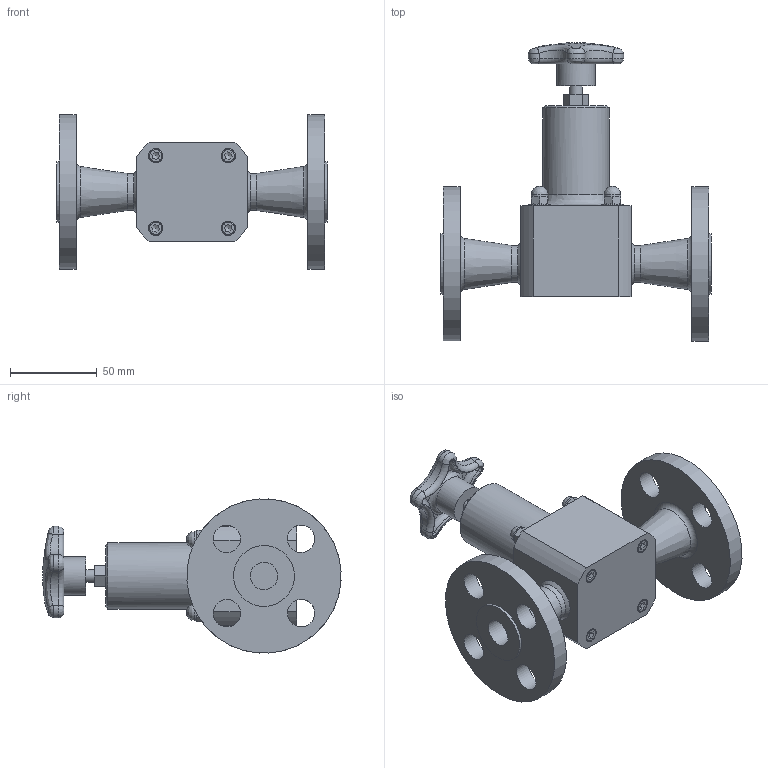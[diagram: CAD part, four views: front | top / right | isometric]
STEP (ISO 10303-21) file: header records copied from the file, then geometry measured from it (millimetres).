
FILE_DESCRIPTION((''),'2;1');
FILE_NAME('TVBFW45-SS-R0.ipt.stp','2017-04-04T12:13:12',(''),(''),'Autodesk Inventor 2009','Autodesk Inventor 2009','');
FILE_SCHEMA(('AUTOMOTIVE_DESIGN { 1 0 10303 214 1 1 1 1 }'));
Length unit declared in the file: inch
Products named in the file (1): TVBFW45-SS-R0
Bounding box: 155.96 x 171.66 x 88.72 mm (x, y, z)
Volume: 398541.7 mm3; surface area: 74138.6 mm2
Topology: 1 solids, 5 shells, 373 faces, 879 edges, 539 vertices
Faces by surface type: plane 150, cone 65, cylinder 63, bspline 61, torus 21, sphere 13
Full cylindrical faces by diameter (mm): 3.734 x4, 4.826 x4, 7.442 x1, 7.925 x4, 9.525 x4, 12.7 x4, 15.748 x8, 15.799 x2, 21.336 x2, 22.098 x1, 35.052 x2, 38.1 x1, 88.9 x2
Entity records: 12722 total; most frequent: CARTESIAN_POINT 4762, DIRECTION 1566, ORIENTED_EDGE 1552, EDGE_CURVE 776, AXIS2_PLACEMENT_3D 680, VERTEX_POINT 517, EDGE_LOOP 493, FACE_OUTER_BOUND 373
